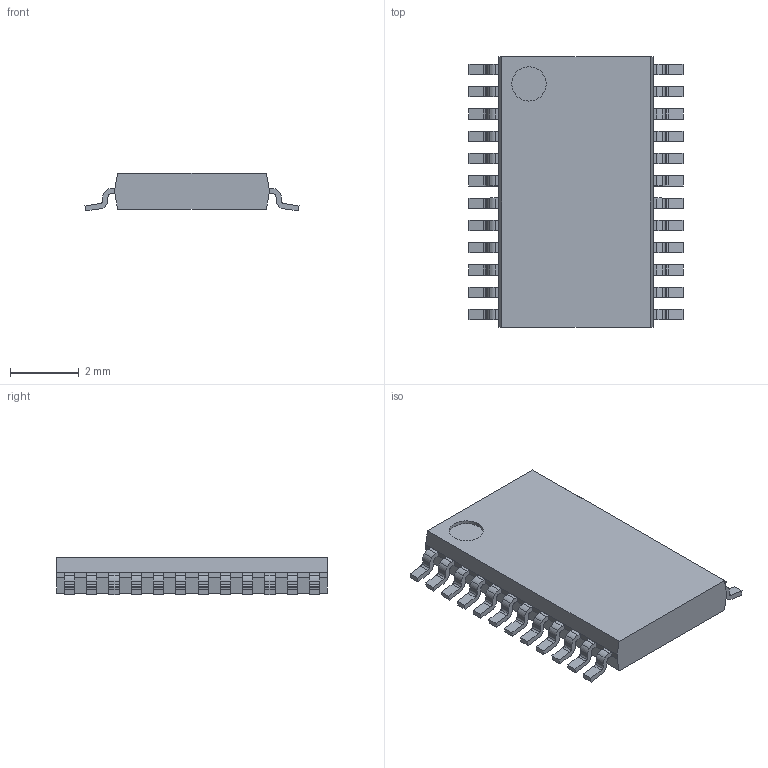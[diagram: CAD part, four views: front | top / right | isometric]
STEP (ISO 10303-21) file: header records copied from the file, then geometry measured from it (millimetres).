
FILE_DESCRIPTION((''),'2;1');
FILE_NAME('SOP65P640X110-24N.stp','2008-11-11T11:01:03',(''),(''),'Mechanical Desktop 2006','Mechanical Desktop 2006',', , ');
FILE_SCHEMA(('AUTOMOTIVE_DESIGN { 1 2 10303 214 0 1 1 1 }'));
Length unit declared in the file: millimetre
Products named in the file (1): SOP65P640X110-24N
Bounding box: 6.24 x 7.9 x 1.1 mm (x, y, z)
Volume: 37.9 mm3; surface area: 122.1 mm2
Topology: 25 solids, 25 shells, 445 faces, 1182 edges, 788 vertices
Faces by surface type: bspline 216, plane 131, cylinder 98
Entity records: 15180 total; most frequent: CARTESIAN_POINT 4408, ORIENTED_EDGE 2364, DIRECTION 2030, EDGE_CURVE 1182, VECTOR 794, LINE 794, VERTEX_POINT 788, AXIS2_PLACEMENT_3D 618
